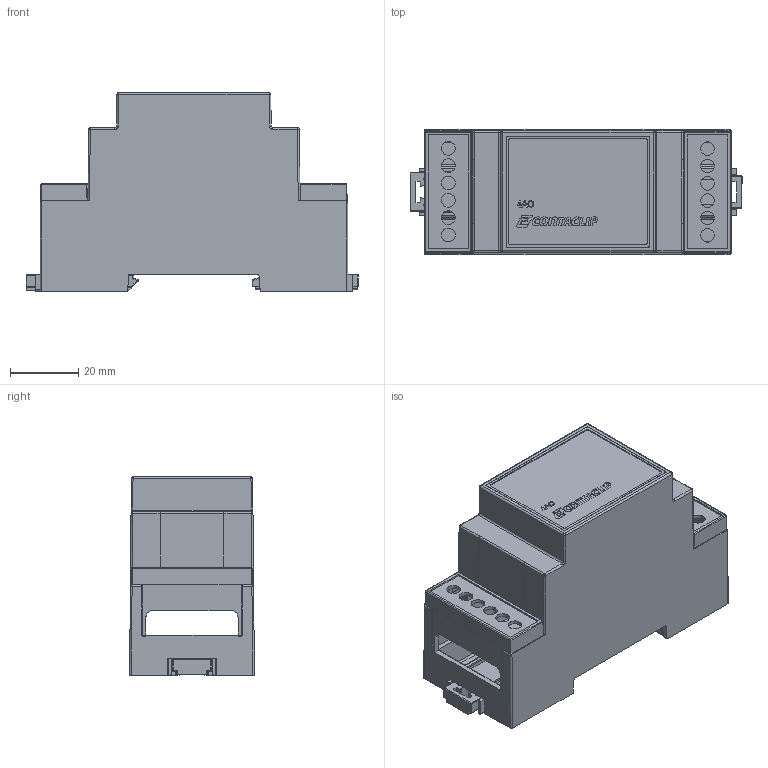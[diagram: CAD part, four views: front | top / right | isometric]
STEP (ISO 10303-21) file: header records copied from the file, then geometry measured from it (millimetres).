
FILE_DESCRIPTION(/* description */ (''),/* implementation_level */ '2;1');
FILE_NAME(/* name */ '16376.2_GSM-PRO-4AO.stp',/* time_stamp */ '2020-06-23T08:59:42+02:00',/* author */ (''),/* organization */ (''),/* preprocessor_version */ 'ST-DEVELOPER v16.7',/* originating_system */ 'SIEMENS PLM Software NX 12.0',/* authorisation */ '');
FILE_SCHEMA (('AUTOMOTIVE_DESIGN { 1 0 10303 214 3 1 1 1 }'));
Length unit declared in the file: millimetre
Products named in the file (7): GSM_Gehause; Base_Bodenplatte; Verrastung_schmal; Abdeckplatte; Verrastung_Breit; Anschlüsse; 16376.2_GSM-PRO-4AO
Assembly tree (7 placements, depth 2):
  16376.2_GSM-PRO-4AO
    Anschlüsse  x2
    Verrastung_Breit
    Abdeckplatte
    Verrastung_schmal
    Base_Bodenplatte
    GSM_Gehause
Bounding box: 97.1 x 36.5 x 58 mm (x, y, z)
Volume: 31828.9 mm3; surface area: 45459.2 mm2
Topology: 7 solids, 7 shells, 1233 faces, 3219 edges, 1986 vertices
Faces by surface type: plane 658, cylinder 397, bspline 89, sphere 72, extrusion 17
Full cylindrical faces by diameter (mm): 4 x12
Entity records: 37516 total; most frequent: CARTESIAN_POINT 10217, ORIENTED_EDGE 5772, DIRECTION 5285, EDGE_CURVE 2886, VECTOR 2011, LINE 1994, VERTEX_POINT 1816, AXIS2_PLACEMENT_3D 1637
